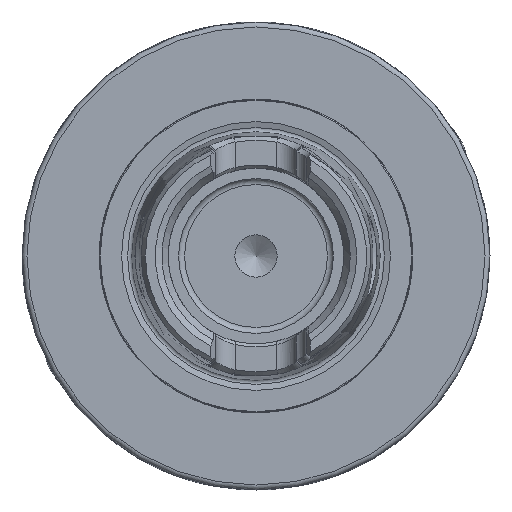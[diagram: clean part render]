
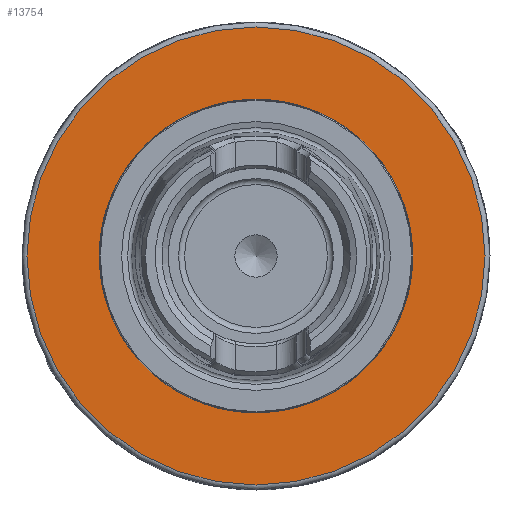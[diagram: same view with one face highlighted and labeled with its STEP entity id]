
A CAD part, left-side view. The second image highlights one B-rep face of the part: STEP entity #13754.
In plain terms, the highlighted planar face has unit normal (-1, 0, 0).
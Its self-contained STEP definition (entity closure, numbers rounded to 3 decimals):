
#709 = CIRCLE ( 'NONE', #1222, 31.475 ) ;
#1083 = DIRECTION ( 'NONE',  ( 1., 0., 0. ) ) ;
#1222 = AXIS2_PLACEMENT_3D ( 'NONE', #2522, #8839, #13452 ) ;
#1357 = FACE_OUTER_BOUND ( 'NONE', #8974, .T. ) ;
#2160 = ORIENTED_EDGE ( 'NONE', *, *, #4460, .F. ) ;
#2522 = CARTESIAN_POINT ( 'NONE',  ( 20., 0., 0. ) ) ;
#2648 = EDGE_LOOP ( 'NONE', ( #2160 ) ) ;
#3087 = EDGE_CURVE ( 'NONE', #4246, #4246, #5479, .T. ) ;
#3439 = CARTESIAN_POINT ( 'NONE',  ( 20., -31.475, 0. ) ) ;
#4246 = VERTEX_POINT ( 'NONE', #5845 ) ;
#4460 = EDGE_CURVE ( 'NONE', #7875, #7875, #709, .T. ) ;
#5479 = CIRCLE ( 'NONE', #6871, 46. ) ;
#5845 = CARTESIAN_POINT ( 'NONE',  ( 20., 46., 0. ) ) ;
#6871 = AXIS2_PLACEMENT_3D ( 'NONE', #13252, #1083, #10748 ) ;
#7672 = ORIENTED_EDGE ( 'NONE', *, *, #3087, .F. ) ;
#7875 = VERTEX_POINT ( 'NONE', #3439 ) ;
#8839 = DIRECTION ( 'NONE',  ( -1., 0., 0. ) ) ;
#8869 = DIRECTION ( 'NONE',  ( 0., -1., 0. ) ) ;
#8974 = EDGE_LOOP ( 'NONE', ( #7672 ) ) ;
#10145 = CARTESIAN_POINT ( 'NONE',  ( 20., 46., 0. ) ) ;
#10690 = AXIS2_PLACEMENT_3D ( 'NONE', #10145, #11257, #8869 ) ;
#10748 = DIRECTION ( 'NONE',  ( 0., 1., 0. ) ) ;
#11067 = FACE_BOUND ( 'NONE', #2648, .T. ) ;
#11257 = DIRECTION ( 'NONE',  ( -1., 0., 0. ) ) ;
#12436 = PLANE ( 'NONE',  #10690 ) ;
#13252 = CARTESIAN_POINT ( 'NONE',  ( 20., 0., 0. ) ) ;
#13452 = DIRECTION ( 'NONE',  ( 0., -1., 0. ) ) ;
#13754 = ADVANCED_FACE ( 'NONE', ( #1357, #11067 ), #12436, .T. ) ;
